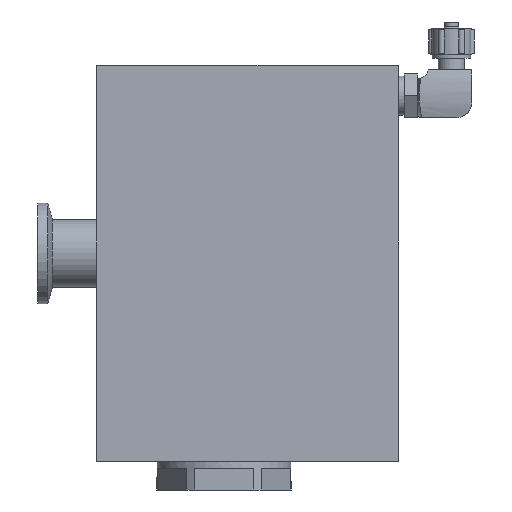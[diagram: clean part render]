
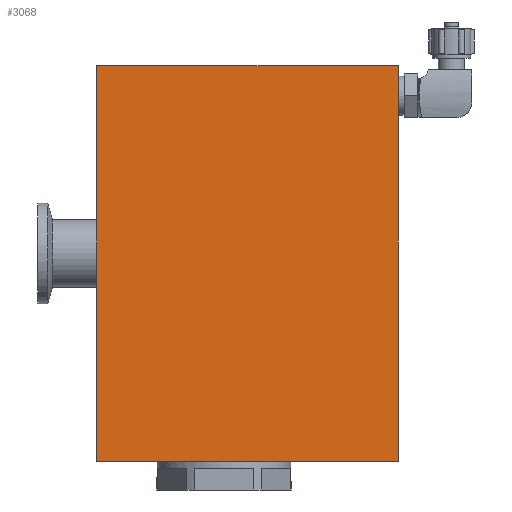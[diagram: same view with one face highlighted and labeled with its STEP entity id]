
A CAD part, left-side view. The second image highlights one B-rep face of the part: STEP entity #3068.
In plain terms, the highlighted planar face has unit normal (-1, 0, 0).
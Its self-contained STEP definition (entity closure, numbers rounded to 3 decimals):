
#1152=CARTESIAN_POINT('',(-32.5,-45.0,-110.0));
#1153=VERTEX_POINT('',#1152);
#1160=CARTESIAN_POINT('',(-32.5,45.0,-110.0));
#1161=VERTEX_POINT('',#1160);
#1162=CARTESIAN_POINT('',(-32.5,45.0,-110.0));
#1163=DIRECTION('',(0.0,-1.0,0.0));
#1164=VECTOR('',#1163,90.0);
#1165=LINE('',#1162,#1164);
#1166=EDGE_CURVE('',#1161,#1153,#1165,.T.);
#3038=CARTESIAN_POINT('',(-32.5,-45.0,-15.0));
#3039=DIRECTION('',(-1.0,0.0,0.0));
#3040=DIRECTION('',(0.0,0.0,1.0));
#3041=AXIS2_PLACEMENT_3D('',#3038,#3039,#3040);
#3042=PLANE('',#3041);
#3043=CARTESIAN_POINT('',(-32.5,-45.0,8.));
#3044=VERTEX_POINT('',#3043);
#3045=CARTESIAN_POINT('',(-32.5,45.0,8.));
#3046=VERTEX_POINT('',#3045);
#3047=CARTESIAN_POINT('',(-32.5,-45.0,8.));
#3048=DIRECTION('',(0.0,1.0,0.0));
#3049=VECTOR('',#3048,90.0);
#3050=LINE('',#3047,#3049);
#3051=EDGE_CURVE('',#3044,#3046,#3050,.T.);
#3052=ORIENTED_EDGE('',*,*,#3051,.T.);
#3053=CARTESIAN_POINT('',(-32.5,45.0,-110.0));
#3054=DIRECTION('',(0.0,0.0,1.0));
#3055=VECTOR('',#3054,118.0);
#3056=LINE('',#3053,#3055);
#3057=EDGE_CURVE('',#1161,#3046,#3056,.T.);
#3058=ORIENTED_EDGE('',*,*,#3057,.F.);
#3059=ORIENTED_EDGE('',*,*,#1166,.T.);
#3060=CARTESIAN_POINT('',(-32.5,-45.0,8.));
#3061=DIRECTION('',(0.0,0.0,-1.0));
#3062=VECTOR('',#3061,118.0);
#3063=LINE('',#3060,#3062);
#3064=EDGE_CURVE('',#3044,#1153,#3063,.T.);
#3065=ORIENTED_EDGE('',*,*,#3064,.F.);
#3066=EDGE_LOOP('',(#3052,#3058,#3059,#3065));
#3067=FACE_OUTER_BOUND('',#3066,.T.);
#3068=ADVANCED_FACE('',(#3067),#3042,.T.);
